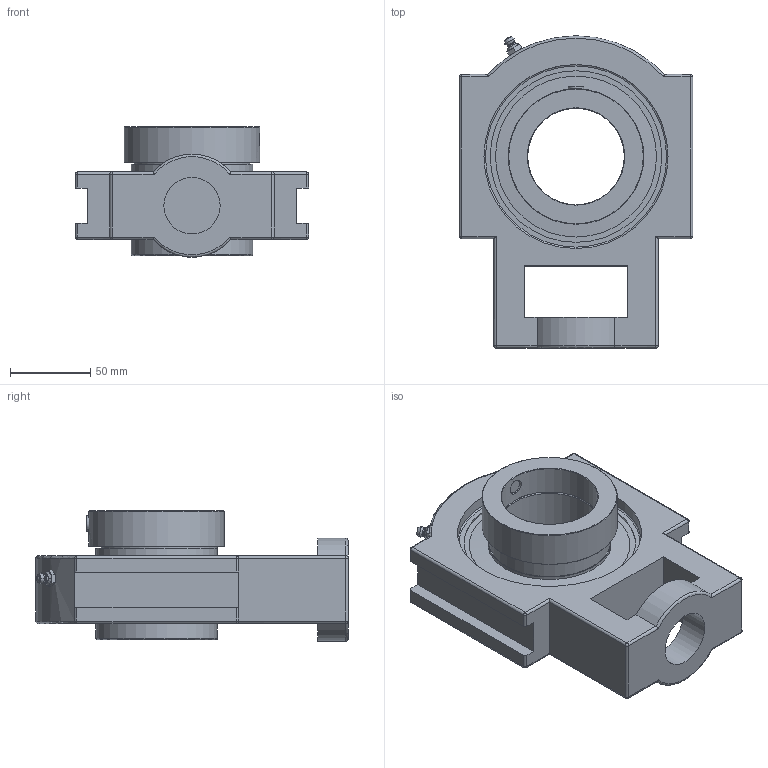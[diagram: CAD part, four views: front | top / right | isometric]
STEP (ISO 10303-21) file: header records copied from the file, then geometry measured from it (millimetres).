
FILE_DESCRIPTION(('HOOPS Exchange Step'),'2;1');
FILE_NAME('export-6ACA9835-AFD5-4964-810B-4E790A5E557E.stp','2019-12-18T08:17:18-08:00',('ibuslach'),('Alibre'),'HOOPS Exchange 2019.2','Alibre','Unknown authorisation');
FILE_SCHEMA( ('AP242_MANAGED_MODEL_BASED_3D_ENGINEERING_MIM_LF {1 0 10303 442 1 1 4 }') );
Length unit declared in the file: centimetre
Products named in the file (8): MRN ST 212; UCP ZERK 6mm; SHC 212-39 SHIELD; SHC 211 SS; SHC 212 COLLAR; SHC 212 RACE; MRN SHC 212; MRN SHCT 212
Assembly tree (7 placements, depth 3):
  MRN SHCT 212
    MRN ST 212
    UCP ZERK 6mm
    MRN SHC 212
      SHC 212-39 SHIELD
      SHC 211 SS
      SHC 212 COLLAR
      SHC 212 RACE
Bounding box: 145 x 194 x 81.06 mm (x, y, z)
Volume: 666360.4 mm3; surface area: 167800.1 mm2
Topology: 18 solids, 18 shells, 213 faces, 548 edges, 336 vertices
Faces by surface type: cylinder 75, plane 63, sphere 31, torus 20, cone 20, bspline 4
Full cylindrical faces by diameter (mm): 2.264 x2, 6 x2, 9.525 x3, 35 x1, 60 x2, 72.034 x2, 75.565 x2, 75.59 x2, 76.606 x2, 84.2 x1, 98.996 x2, 100.013 x4, 114.37 x2
Entity records: 9630 total; most frequent: CARTESIAN_POINT 4325, DIRECTION 1141, ORIENTED_EDGE 1018, EDGE_CURVE 509, AXIS2_PLACEMENT_3D 467, VERTEX_POINT 336, EDGE_LOOP 241, FACE_BOUND 241
